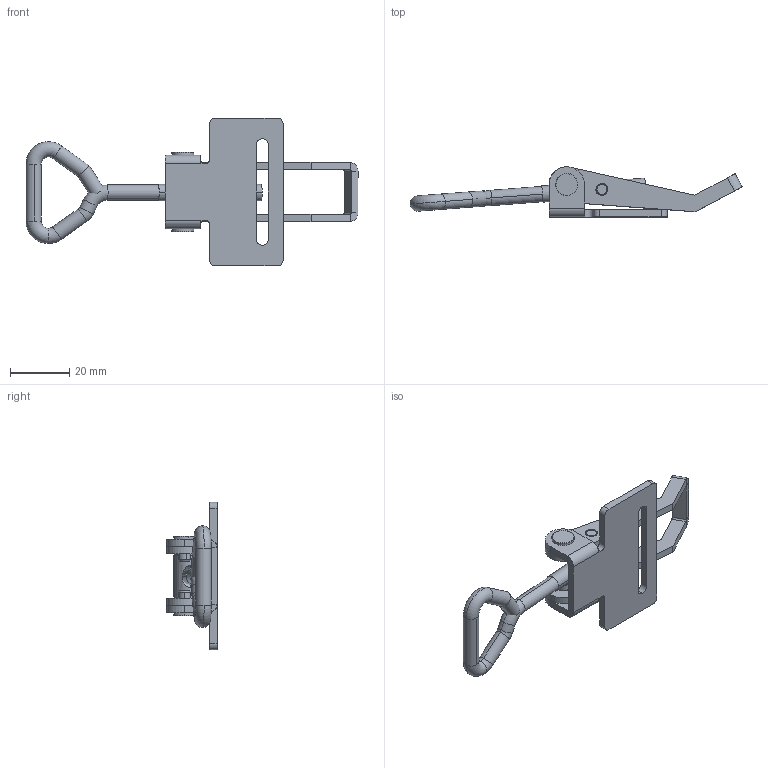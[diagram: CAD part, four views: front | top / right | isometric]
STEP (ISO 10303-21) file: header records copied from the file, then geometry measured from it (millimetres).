
FILE_DESCRIPTION (( 'STEP AP214' ), '1' );
FILE_NAME ('520255 - 702 A ZP 36mm slot.STEP', '2017-02-01T09:59:31', ( '' ), ( '' ), 'SwSTEP 2.0', 'SolidWorks 2015', '' );
FILE_SCHEMA (( 'AUTOMOTIVE_DESIGN' ));
Length unit declared in the file: millimetre
Products named in the file (6): 702 - Skruvögla; 702 - Rulle; 702 - Ansatsnit; 702 - Bygel; 702 - A; 520255 - 702 A ZP 36mm slot
Assembly tree (6 placements, depth 2):
  520255 - 702 A ZP 36mm slot
    702 - A
    702 - Bygel
    702 - Ansatsnit  x2
    702 - Rulle
    702 - Skruvögla
Bounding box: 112.46 x 17 x 50 mm (x, y, z)
Volume: 11312.9 mm3; surface area: 10845.9 mm2
Topology: 6 solids, 6 shells, 154 faces, 341 edges, 206 vertices
Faces by surface type: cylinder 69, plane 59, torus 14, cone 12
Entity records: 4325 total; most frequent: CARTESIAN_POINT 802, DIRECTION 755, ORIENTED_EDGE 630, EDGE_CURVE 315, AXIS2_PLACEMENT_3D 297, VERTEX_POINT 190, EDGE_LOOP 161, LINE 161
